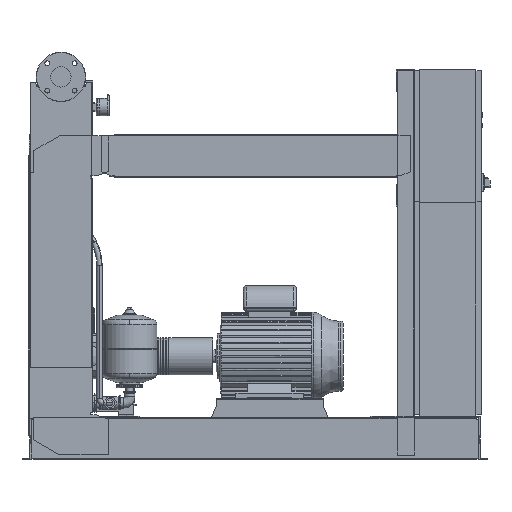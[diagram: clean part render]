
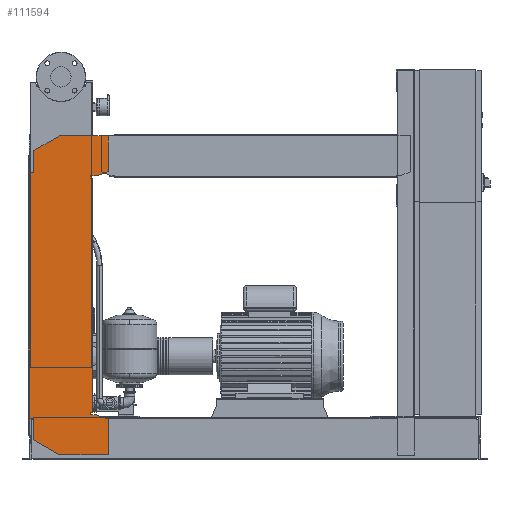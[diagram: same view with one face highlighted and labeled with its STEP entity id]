
A CAD part, front view. The second image highlights one B-rep face of the part: STEP entity #111594.
In plain terms, the highlighted free-form (B-spline) face has degree [1, 1] with [2, 2] control points.
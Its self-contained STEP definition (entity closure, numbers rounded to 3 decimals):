
#111079=CARTESIAN_POINT('',(-102.0,-463.5,1076.0));
#111080=VERTEX_POINT('',#111079);
#111087=CARTESIAN_POINT('',(-102.0,-463.5,1158.574));
#111088=VERTEX_POINT('',#111087);
#111089=CARTESIAN_POINT('',(-102.0,-463.5,1076.0));
#111090=DIRECTION('',(0.0,0.0,1.0));
#111091=VECTOR('',#111090,82.574);
#111092=LINE('',#111089,#111091);
#111093=EDGE_CURVE('',#111080,#111088,#111092,.T.);
#111111=CARTESIAN_POINT('',(-6.,-463.5,1214.0));
#111112=VERTEX_POINT('',#111111);
#111113=CARTESIAN_POINT('',(-102.0,-463.5,1158.574));
#111114=DIRECTION('',(0.866,0.0,0.5));
#111115=VECTOR('',#111114,110.851);
#111116=LINE('',#111113,#111115);
#111117=EDGE_CURVE('',#111088,#111112,#111116,.T.);
#111135=CARTESIAN_POINT('',(177.0,-463.5,1214.0));
#111136=VERTEX_POINT('',#111135);
#111137=CARTESIAN_POINT('',(-6.,-463.5,1214.0));
#111138=DIRECTION('',(1.0,0.0,0.0));
#111139=VECTOR('',#111138,183.0);
#111140=LINE('',#111137,#111139);
#111141=EDGE_CURVE('',#111112,#111136,#111140,.T.);
#111159=CARTESIAN_POINT('',(177.0,-463.5,1080.379));
#111160=VERTEX_POINT('',#111159);
#111161=CARTESIAN_POINT('',(177.0,-463.5,1214.0));
#111162=DIRECTION('',(0.0,0.0,-1.0));
#111163=VECTOR('',#111162,133.621);
#111164=LINE('',#111161,#111163);
#111165=EDGE_CURVE('',#111136,#111160,#111164,.T.);
#111183=CARTESIAN_POINT('',(132.,-463.5,1064.0));
#111184=VERTEX_POINT('',#111183);
#111185=CARTESIAN_POINT('',(177.0,-463.5,1080.379));
#111186=DIRECTION('',(-0.94,0.0,-0.342));
#111187=VECTOR('',#111186,47.888);
#111188=LINE('',#111185,#111187);
#111189=EDGE_CURVE('',#111160,#111184,#111188,.T.);
#111207=CARTESIAN_POINT('',(112.0,-463.5,1064.0));
#111208=VERTEX_POINT('',#111207);
#111209=CARTESIAN_POINT('',(132.,-463.5,1064.0));
#111210=DIRECTION('',(-1.0,0.0,0.0));
#111211=VECTOR('',#111210,20.);
#111212=LINE('',#111209,#111211);
#111213=EDGE_CURVE('',#111184,#111208,#111212,.T.);
#111231=CARTESIAN_POINT('',(112.0,-463.5,1056.0));
#111232=VERTEX_POINT('',#111231);
#111233=CARTESIAN_POINT('',(112.0,-463.5,1064.0));
#111234=DIRECTION('',(0.0,0.0,-1.0));
#111235=VECTOR('',#111234,8.0);
#111236=LINE('',#111233,#111235);
#111237=EDGE_CURVE('',#111208,#111232,#111236,.T.);
#111255=CARTESIAN_POINT('',(120.,-463.5,1056.0));
#111256=VERTEX_POINT('',#111255);
#111257=CARTESIAN_POINT('',(112.0,-463.5,1056.0));
#111258=DIRECTION('',(1.0,0.0,0.0));
#111259=VECTOR('',#111258,8.);
#111260=LINE('',#111257,#111259);
#111261=EDGE_CURVE('',#111232,#111256,#111260,.T.);
#111279=CARTESIAN_POINT('',(120.,-463.5,176.));
#111280=VERTEX_POINT('',#111279);
#111291=CARTESIAN_POINT('',(120.,-463.5,1056.0));
#111292=DIRECTION('',(0.0,0.0,-1.0));
#111293=VECTOR('',#111292,880.);
#111294=LINE('',#111291,#111293);
#111295=EDGE_CURVE('',#111256,#111280,#111294,.T.);
#111309=CARTESIAN_POINT('',(112.,-463.5,176.));
#111310=VERTEX_POINT('',#111309);
#111311=CARTESIAN_POINT('',(120.,-463.5,176.));
#111312=DIRECTION('',(-1.0,0.0,0.0));
#111313=VECTOR('',#111312,8.);
#111314=LINE('',#111311,#111313);
#111315=EDGE_CURVE('',#111280,#111310,#111314,.T.);
#111333=CARTESIAN_POINT('',(112.,-463.5,168.));
#111334=VERTEX_POINT('',#111333);
#111335=CARTESIAN_POINT('',(112.,-463.5,176.));
#111336=DIRECTION('',(0.0,0.0,-1.0));
#111337=VECTOR('',#111336,8.0);
#111338=LINE('',#111335,#111337);
#111339=EDGE_CURVE('',#111310,#111334,#111338,.T.);
#111357=CARTESIAN_POINT('',(132.,-463.5,168.));
#111358=VERTEX_POINT('',#111357);
#111359=CARTESIAN_POINT('',(112.,-463.5,168.));
#111360=DIRECTION('',(1.0,0.0,0.0));
#111361=VECTOR('',#111360,20.0);
#111362=LINE('',#111359,#111361);
#111363=EDGE_CURVE('',#111334,#111358,#111362,.T.);
#111381=CARTESIAN_POINT('',(177.,-463.5,151.621));
#111382=VERTEX_POINT('',#111381);
#111383=CARTESIAN_POINT('',(132.,-463.5,168.));
#111384=DIRECTION('',(0.94,0.0,-0.342));
#111385=VECTOR('',#111384,47.888);
#111386=LINE('',#111383,#111385);
#111387=EDGE_CURVE('',#111358,#111382,#111386,.T.);
#111405=CARTESIAN_POINT('',(177.,-463.5,18.0));
#111406=VERTEX_POINT('',#111405);
#111407=CARTESIAN_POINT('',(177.,-463.5,151.621));
#111408=DIRECTION('',(0.0,0.0,-1.0));
#111409=VECTOR('',#111408,133.621);
#111410=LINE('',#111407,#111409);
#111411=EDGE_CURVE('',#111382,#111406,#111410,.T.);
#111429=CARTESIAN_POINT('',(-4.,-463.5,18.0));
#111430=VERTEX_POINT('',#111429);
#111431=CARTESIAN_POINT('',(177.,-463.5,18.0));
#111432=DIRECTION('',(-1.0,0.0,0.0));
#111433=VECTOR('',#111432,181.);
#111434=LINE('',#111431,#111433);
#111435=EDGE_CURVE('',#111406,#111430,#111434,.T.);
#111453=CARTESIAN_POINT('',(-102.,-463.5,74.58));
#111454=VERTEX_POINT('',#111453);
#111455=CARTESIAN_POINT('',(-4.,-463.5,18.0));
#111456=DIRECTION('',(-0.866,0.,0.5));
#111457=VECTOR('',#111456,113.161);
#111458=LINE('',#111455,#111457);
#111459=EDGE_CURVE('',#111430,#111454,#111458,.T.);
#111477=CARTESIAN_POINT('',(-102.,-463.5,156.0));
#111478=VERTEX_POINT('',#111477);
#111479=CARTESIAN_POINT('',(-102.,-463.5,74.58));
#111480=DIRECTION('',(0.0,0.0,1.0));
#111481=VECTOR('',#111480,81.42);
#111482=LINE('',#111479,#111481);
#111483=EDGE_CURVE('',#111454,#111478,#111482,.T.);
#111501=CARTESIAN_POINT('',(-122.,-463.5,156.0));
#111502=VERTEX_POINT('',#111501);
#111503=CARTESIAN_POINT('',(-102.,-463.5,156.0));
#111504=DIRECTION('',(-1.0,0.0,0.0));
#111505=VECTOR('',#111504,20.0);
#111506=LINE('',#111503,#111505);
#111507=EDGE_CURVE('',#111478,#111502,#111506,.T.);
#111525=CARTESIAN_POINT('',(-122.0,-463.5,1076.0));
#111526=VERTEX_POINT('',#111525);
#111539=CARTESIAN_POINT('',(-122.,-463.5,156.0));
#111540=DIRECTION('',(0.0,0.0,1.0));
#111541=VECTOR('',#111540,920.0);
#111542=LINE('',#111539,#111541);
#111543=EDGE_CURVE('',#111502,#111526,#111542,.T.);
#111557=CARTESIAN_POINT('',(-122.0,-463.5,1076.0));
#111558=DIRECTION('',(1.0,0.0,0.0));
#111559=VECTOR('',#111558,20.0);
#111560=LINE('',#111557,#111559);
#111561=EDGE_CURVE('',#111526,#111080,#111560,.T.);
#111567=CARTESIAN_POINT('',(-122.,-463.5,18.0));
#111568=CARTESIAN_POINT('',(177.0,-463.5,18.0));
#111569=CARTESIAN_POINT('',(-122.,-463.5,1214.0));
#111570=CARTESIAN_POINT('',(177.0,-463.5,1214.0));
#111571=B_SPLINE_SURFACE_WITH_KNOTS('',1,1,((#111567,#111569),(#111568,#111570)),.UNSPECIFIED.,.F.,.F.,.U.,(2,2),(2,2),(0.0,299.),(0.0,1196.0),.UNSPECIFIED.);
#111572=ORIENTED_EDGE('',*,*,#111561,.F.);
#111573=ORIENTED_EDGE('',*,*,#111543,.F.);
#111574=ORIENTED_EDGE('',*,*,#111507,.F.);
#111575=ORIENTED_EDGE('',*,*,#111483,.F.);
#111576=ORIENTED_EDGE('',*,*,#111459,.F.);
#111577=ORIENTED_EDGE('',*,*,#111435,.F.);
#111578=ORIENTED_EDGE('',*,*,#111411,.F.);
#111579=ORIENTED_EDGE('',*,*,#111387,.F.);
#111580=ORIENTED_EDGE('',*,*,#111363,.F.);
#111581=ORIENTED_EDGE('',*,*,#111339,.F.);
#111582=ORIENTED_EDGE('',*,*,#111315,.F.);
#111583=ORIENTED_EDGE('',*,*,#111295,.F.);
#111584=ORIENTED_EDGE('',*,*,#111261,.F.);
#111585=ORIENTED_EDGE('',*,*,#111237,.F.);
#111586=ORIENTED_EDGE('',*,*,#111213,.F.);
#111587=ORIENTED_EDGE('',*,*,#111189,.F.);
#111588=ORIENTED_EDGE('',*,*,#111165,.F.);
#111589=ORIENTED_EDGE('',*,*,#111141,.F.);
#111590=ORIENTED_EDGE('',*,*,#111117,.F.);
#111591=ORIENTED_EDGE('',*,*,#111093,.F.);
#111592=EDGE_LOOP('',(#111572,#111573,#111574,#111575,#111576,#111577,#111578,#111579,#111580,#111581,#111582,#111583,#111584,#111585,#111586,#111587,#111588,#111589,#111590,#111591));
#111593=FACE_OUTER_BOUND('',#111592,.T.);
#111594=ADVANCED_FACE('',(#111593),#111571,.T.);
